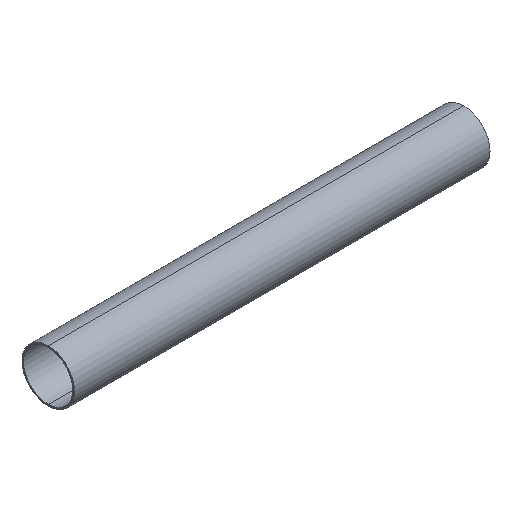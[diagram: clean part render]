
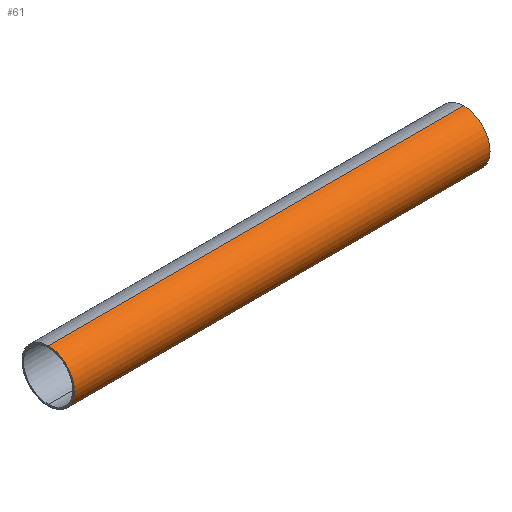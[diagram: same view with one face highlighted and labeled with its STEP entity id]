
A CAD part, isometric view. The second image highlights one B-rep face of the part: STEP entity #61.
In plain terms, the highlighted cylindrical face has radius 315 mm (diameter 630 mm), a partial arc.
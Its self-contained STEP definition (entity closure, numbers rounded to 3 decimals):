
#51 = VERTEX_POINT( '', #121 );
#55 = EDGE_CURVE( '', #67, #51, #125, .T. );
#61 = ADVANCED_FACE( '', ( #131 ), #132, .T. );
#67 = VERTEX_POINT( '', #140 );
#73 = EDGE_CURVE( '', #83, #95, #146, .T. );
#83 = VERTEX_POINT( '', #157 );
#87 = EDGE_CURVE( '', #51, #83, #161, .T. );
#95 = VERTEX_POINT( '', #172 );
#101 = EDGE_CURVE( '', #95, #67, #179, .T. );
#121 = CARTESIAN_POINT( '', ( 5000., 0., 315. ) );
#125 = CIRCLE( '', #194, 315. );
#131 = FACE_OUTER_BOUND( '', #201, .T. );
#132 = CYLINDRICAL_SURFACE( '', #202, 315. );
#140 = CARTESIAN_POINT( '', ( 5000., 0., -315. ) );
#146 = CIRCLE( '', #220, 315. );
#157 = CARTESIAN_POINT( '', ( 0., 0., 315. ) );
#161 = LINE( '', #237, #238 );
#172 = CARTESIAN_POINT( '', ( 0., 0., -315. ) );
#179 = LINE( '', #260, #261 );
#194 = AXIS2_PLACEMENT_3D( '', #266, #267, #268 );
#201 = EDGE_LOOP( '', ( #273, #274, #275, #276 ) );
#202 = AXIS2_PLACEMENT_3D( '', #277, #278, #279 );
#220 = AXIS2_PLACEMENT_3D( '', #297, #298, #299 );
#237 = CARTESIAN_POINT( '', ( 0., 0., 315. ) );
#238 = VECTOR( '', #310, 1. );
#260 = CARTESIAN_POINT( '', ( 0., 0., -315. ) );
#261 = VECTOR( '', #339, 1. );
#266 = CARTESIAN_POINT( '', ( 5000., 0., 0. ) );
#267 = DIRECTION( '', ( -1., 0., 0. ) );
#268 = DIRECTION( '', ( 0., 0., -1. ) );
#273 = ORIENTED_EDGE( '', *, *, #101, .T. );
#274 = ORIENTED_EDGE( '', *, *, #55, .T. );
#275 = ORIENTED_EDGE( '', *, *, #87, .T. );
#276 = ORIENTED_EDGE( '', *, *, #73, .T. );
#277 = CARTESIAN_POINT( '', ( 0., 0., 0. ) );
#278 = DIRECTION( '', ( -1., 0., 0. ) );
#279 = DIRECTION( '', ( 0., 0., -1. ) );
#297 = CARTESIAN_POINT( '', ( 0., 0., 0. ) );
#298 = DIRECTION( '', ( 1., 0., 0. ) );
#299 = DIRECTION( '', ( 0., 0., -1. ) );
#310 = DIRECTION( '', ( -1., 0., 0. ) );
#339 = DIRECTION( '', ( 1., 0., 0. ) );
